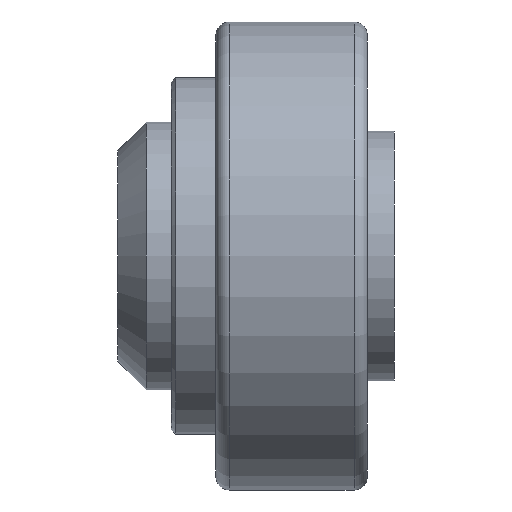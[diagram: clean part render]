
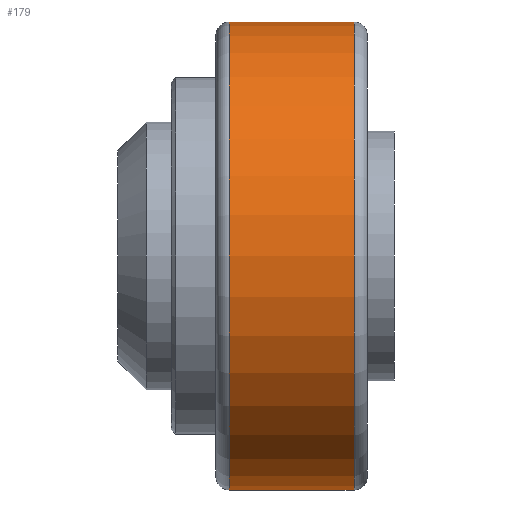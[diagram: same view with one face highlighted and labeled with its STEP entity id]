
A CAD part, front view. The second image highlights one B-rep face of the part: STEP entity #179.
In plain terms, the highlighted cylindrical face has radius 26.25 mm (diameter 52.5 mm), a full revolution.
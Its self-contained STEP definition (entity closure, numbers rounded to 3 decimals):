
#24=LINE('',#336,#30);
#30=VECTOR('',#283,26.25);
#34=CYLINDRICAL_SURFACE('',#219,26.25);
#49=FACE_OUTER_BOUND('',#65,.T.);
#65=EDGE_LOOP('',(#152,#153,#154,#155,#156,#157));
#77=CIRCLE('',#216,26.25);
#78=CIRCLE('',#217,26.25);
#80=CIRCLE('',#220,26.25);
#81=CIRCLE('',#221,26.25);
#93=VERTEX_POINT('',#327);
#94=VERTEX_POINT('',#328);
#95=VERTEX_POINT('',#333);
#96=VERTEX_POINT('',#334);
#112=EDGE_CURVE('',#93,#94,#77,.T.);
#113=EDGE_CURVE('',#94,#93,#78,.T.);
#115=EDGE_CURVE('',#95,#96,#80,.T.);
#116=EDGE_CURVE('',#95,#93,#24,.T.);
#117=EDGE_CURVE('',#96,#95,#81,.T.);
#152=ORIENTED_EDGE('',*,*,#115,.F.);
#153=ORIENTED_EDGE('',*,*,#116,.T.);
#154=ORIENTED_EDGE('',*,*,#112,.T.);
#155=ORIENTED_EDGE('',*,*,#113,.T.);
#156=ORIENTED_EDGE('',*,*,#116,.F.);
#157=ORIENTED_EDGE('',*,*,#117,.F.);
#179=ADVANCED_FACE('',(#49),#34,.T.);
#216=AXIS2_PLACEMENT_3D('',#329,#273,#274);
#217=AXIS2_PLACEMENT_3D('',#330,#275,#276);
#219=AXIS2_PLACEMENT_3D('',#332,#279,#280);
#220=AXIS2_PLACEMENT_3D('',#335,#281,#282);
#221=AXIS2_PLACEMENT_3D('',#337,#284,#285);
#273=DIRECTION('center_axis',(1.,0.,0.));
#274=DIRECTION('ref_axis',(0.,0.,-1.));
#275=DIRECTION('center_axis',(1.,0.,0.));
#276=DIRECTION('ref_axis',(0.,0.,-1.));
#279=DIRECTION('center_axis',(1.,0.,0.));
#280=DIRECTION('ref_axis',(0.,1.,0.));
#281=DIRECTION('center_axis',(1.,0.,0.));
#282=DIRECTION('ref_axis',(0.,0.,-1.));
#283=DIRECTION('',(-1.,0.,0.));
#284=DIRECTION('center_axis',(1.,0.,0.));
#285=DIRECTION('ref_axis',(0.,0.,-1.));
#327=CARTESIAN_POINT('',(1.5,-26.25,0.));
#328=CARTESIAN_POINT('',(1.5,0.,26.25));
#329=CARTESIAN_POINT('Origin',(1.5,0.,0.));
#330=CARTESIAN_POINT('Origin',(1.5,0.,0.));
#332=CARTESIAN_POINT('Origin',(8.5,0.,0.));
#333=CARTESIAN_POINT('',(15.5,-26.25,0.));
#334=CARTESIAN_POINT('',(15.5,0.,26.25));
#335=CARTESIAN_POINT('Origin',(15.5,0.,0.));
#336=CARTESIAN_POINT('',(8.5,-26.25,0.));
#337=CARTESIAN_POINT('Origin',(15.5,0.,0.));
